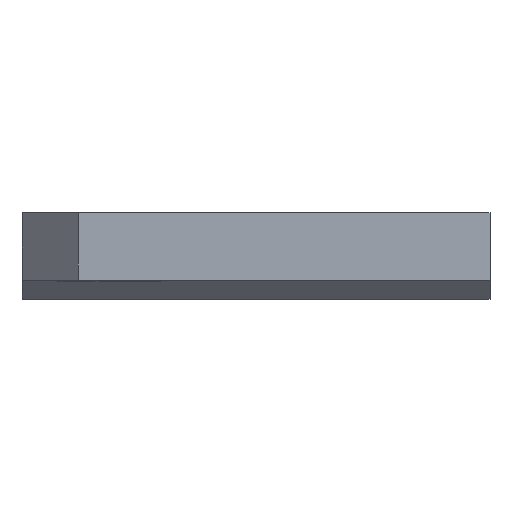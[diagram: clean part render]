
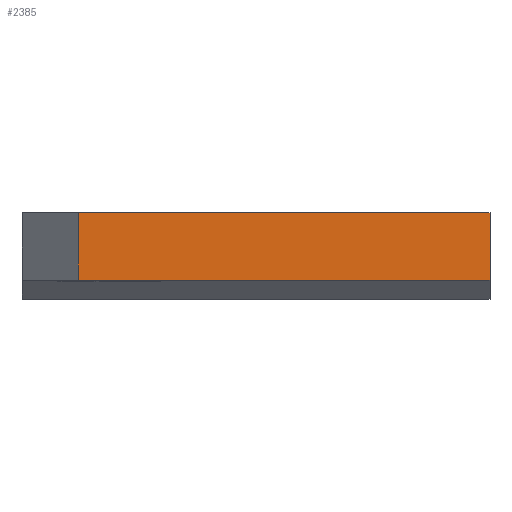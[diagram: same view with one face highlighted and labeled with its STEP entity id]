
A CAD part, top view. The second image highlights one B-rep face of the part: STEP entity #2385.
In plain terms, the highlighted planar face has unit normal (0, 0, 1).
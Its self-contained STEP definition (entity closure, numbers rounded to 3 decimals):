
#304 = VERTEX_POINT ( 'NONE', #3438 ) ;
#786 = LINE ( 'NONE', #4713, #967 ) ;
#858 = ORIENTED_EDGE ( 'NONE', *, *, #3548, .F. ) ;
#967 = VECTOR ( 'NONE', #1333, 1000. ) ;
#1289 = VECTOR ( 'NONE', #1785, 1000. ) ;
#1333 = DIRECTION ( 'NONE',  ( 1., 0., 0. ) ) ;
#1523 = LINE ( 'NONE', #3761, #2570 ) ;
#1627 = CARTESIAN_POINT ( 'NONE',  ( 12.5, 2.3, 18.5 ) ) ;
#1785 = DIRECTION ( 'NONE',  ( 1., 0., 0. ) ) ;
#1832 = PLANE ( 'NONE',  #3583 ) ;
#2223 = VERTEX_POINT ( 'NONE', #4306 ) ;
#2385 = ADVANCED_FACE ( 'NONE', ( #3989 ), #1832, .T. ) ;
#2487 = ORIENTED_EDGE ( 'NONE', *, *, #4579, .T. ) ;
#2541 = CARTESIAN_POINT ( 'NONE',  ( 0., -1.3, 18.5 ) ) ;
#2570 = VECTOR ( 'NONE', #2987, 1000. ) ;
#2891 = EDGE_LOOP ( 'NONE', ( #3732, #858, #2487, #4431 ) ) ;
#2913 = DIRECTION ( 'NONE',  ( 0., -1., 0. ) ) ;
#2987 = DIRECTION ( 'NONE',  ( 0., -1., 0. ) ) ;
#3034 = CARTESIAN_POINT ( 'NONE',  ( 0., 0., 18.5 ) ) ;
#3058 = EDGE_CURVE ( 'NONE', #2223, #3185, #4456, .T. ) ;
#3059 = DIRECTION ( 'NONE',  ( 1., 0., 0. ) ) ;
#3121 = VECTOR ( 'NONE', #2913, 1000. ) ;
#3185 = VERTEX_POINT ( 'NONE', #4294 ) ;
#3241 = EDGE_CURVE ( 'NONE', #3468, #3185, #4859, .T. ) ;
#3438 = CARTESIAN_POINT ( 'NONE',  ( -9.5, 2.3, 18.5 ) ) ;
#3468 = VERTEX_POINT ( 'NONE', #1627 ) ;
#3548 = EDGE_CURVE ( 'NONE', #304, #3468, #786, .T. ) ;
#3583 = AXIS2_PLACEMENT_3D ( 'NONE', #3034, #4856, #3059 ) ;
#3732 = ORIENTED_EDGE ( 'NONE', *, *, #3241, .F. ) ;
#3761 = CARTESIAN_POINT ( 'NONE',  ( -9.5, 0., 18.5 ) ) ;
#3989 = FACE_OUTER_BOUND ( 'NONE', #2891, .T. ) ;
#4294 = CARTESIAN_POINT ( 'NONE',  ( 12.5, -1.3, 18.5 ) ) ;
#4306 = CARTESIAN_POINT ( 'NONE',  ( -9.5, -1.3, 18.5 ) ) ;
#4431 = ORIENTED_EDGE ( 'NONE', *, *, #3058, .T. ) ;
#4456 = LINE ( 'NONE', #2541, #1289 ) ;
#4475 = CARTESIAN_POINT ( 'NONE',  ( 12.5, 2.3, 18.5 ) ) ;
#4579 = EDGE_CURVE ( 'NONE', #304, #2223, #1523, .T. ) ;
#4713 = CARTESIAN_POINT ( 'NONE',  ( -12.5, 2.3, 18.5 ) ) ;
#4856 = DIRECTION ( 'NONE',  ( 0., 0., 1. ) ) ;
#4859 = LINE ( 'NONE', #4475, #3121 ) ;
